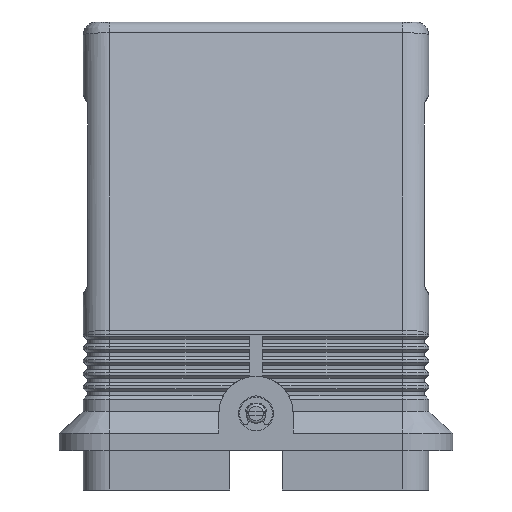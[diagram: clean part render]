
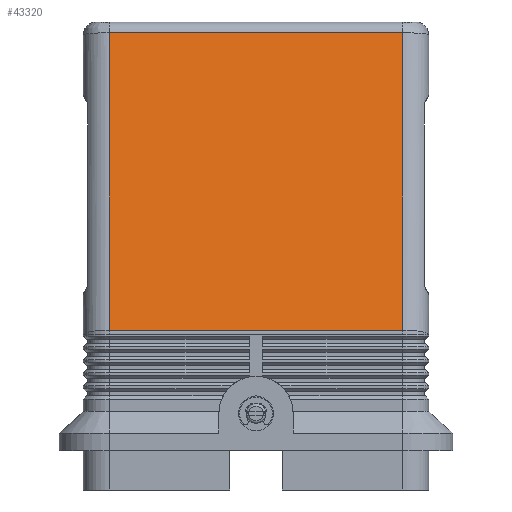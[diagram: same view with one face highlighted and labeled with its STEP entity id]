
A CAD part, left-side view. The second image highlights one B-rep face of the part: STEP entity #43320.
In plain terms, the highlighted planar face has unit normal (-0.984, 0, 0.18).
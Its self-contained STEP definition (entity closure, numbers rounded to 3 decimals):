
#42930=CARTESIAN_POINT('',(-61.647,-40.2,29.735));
#42940=DIRECTION('',(-0.984,0.,0.18));
#42950=DIRECTION('',(0.18,0.,0.984));
#42960=AXIS2_PLACEMENT_3D('',#42930,#42940,#42950);
#42970=PLANE('',#42960);
#42980=CARTESIAN_POINT('',(-47.95,-33.5,104.54));
#42990=DIRECTION('',(-0.18,0.,-0.984));
#43000=VECTOR('',#42990,1.);
#43010=LINE('',#42980,#43000);
#43020=CARTESIAN_POINT('',(-47.95,-33.5,104.54));
#43030=VERTEX_POINT('',#43020);
#43040=CARTESIAN_POINT('',(-60.402,-33.5,36.536));
#43050=VERTEX_POINT('',#43040);
#43060=EDGE_CURVE('',#43030,#43050,#43010,.T.);
#43070=ORIENTED_EDGE('',*,*,#43060,.F.);
#43080=CARTESIAN_POINT('',(-60.402,-33.5,36.536));
#43090=DIRECTION('',(0.,1.,0.));
#43100=VECTOR('',#43090,1.);
#43110=LINE('',#43080,#43100);
#43120=CARTESIAN_POINT('',(-60.402,33.5,36.536));
#43130=VERTEX_POINT('',#43120);
#43140=EDGE_CURVE('',#43050,#43130,#43110,.T.);
#43150=ORIENTED_EDGE('',*,*,#43140,.F.);
#43160=CARTESIAN_POINT('',(-60.402,33.5,36.536));
#43170=DIRECTION('',(0.18,0.,0.984));
#43180=VECTOR('',#43170,1.);
#43190=LINE('',#43160,#43180);
#43200=CARTESIAN_POINT('',(-47.95,33.5,104.54));
#43210=VERTEX_POINT('',#43200);
#43220=EDGE_CURVE('',#43130,#43210,#43190,.T.);
#43230=ORIENTED_EDGE('',*,*,#43220,.F.);
#43240=CARTESIAN_POINT('',(-47.95,33.5,104.54));
#43250=DIRECTION('',(0.,-1.,0.));
#43260=VECTOR('',#43250,1.);
#43270=LINE('',#43240,#43260);
#43280=EDGE_CURVE('',#43210,#43030,#43270,.T.);
#43290=ORIENTED_EDGE('',*,*,#43280,.F.);
#43300=EDGE_LOOP('',(#43290,#43230,#43150,#43070));
#43310=FACE_OUTER_BOUND('',#43300,.T.);
#43320=ADVANCED_FACE('',(#43310),#42970,.T.);
